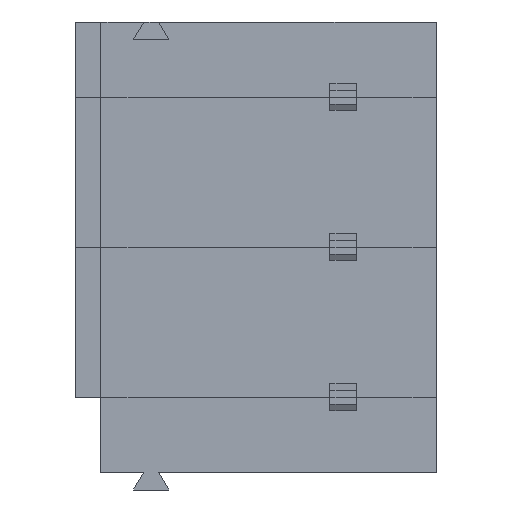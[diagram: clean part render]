
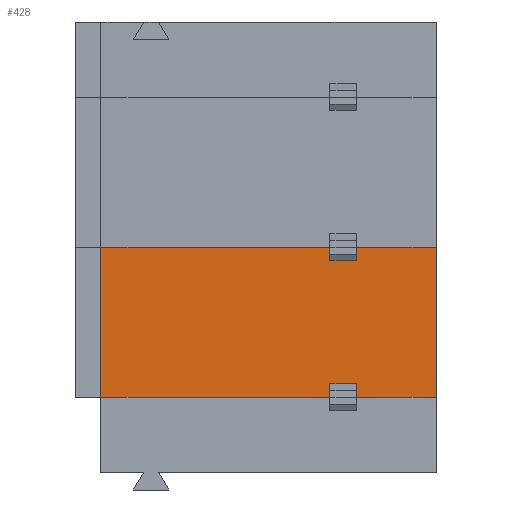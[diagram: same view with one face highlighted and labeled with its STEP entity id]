
A CAD part, front view. The second image highlights one B-rep face of the part: STEP entity #428.
In plain terms, the highlighted planar face has unit normal (0, -1, 0).
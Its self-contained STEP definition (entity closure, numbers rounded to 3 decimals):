
#428 = ADVANCED_FACE( '', ( #846 ), #847, .T. );
#846 = FACE_OUTER_BOUND( '', #1274, .T. );
#847 = PLANE( '', #1275 );
#1274 = EDGE_LOOP( '', ( #2310, #2311, #2312, #2313, #2314, #2315, #2316, #2317, #2318, #2319, #2320, #2321 ) );
#1275 = AXIS2_PLACEMENT_3D( '', #2322, #2323, #2324 );
#2310 = ORIENTED_EDGE( '', *, *, #3185, .T. );
#2311 = ORIENTED_EDGE( '', *, *, #2907, .T. );
#2312 = ORIENTED_EDGE( '', *, *, #3186, .T. );
#2313 = ORIENTED_EDGE( '', *, *, #3187, .T. );
#2314 = ORIENTED_EDGE( '', *, *, #3188, .T. );
#2315 = ORIENTED_EDGE( '', *, *, #2782, .T. );
#2316 = ORIENTED_EDGE( '', *, *, #3189, .T. );
#2317 = ORIENTED_EDGE( '', *, *, #3122, .T. );
#2318 = ORIENTED_EDGE( '', *, *, #3190, .T. );
#2319 = ORIENTED_EDGE( '', *, *, #2812, .T. );
#2320 = ORIENTED_EDGE( '', *, *, #3191, .T. );
#2321 = ORIENTED_EDGE( '', *, *, #3045, .T. );
#2322 = CARTESIAN_POINT( '', ( 5.675, 0., 2.24 ) );
#2323 = DIRECTION( '', ( 0., -1., 0. ) );
#2324 = DIRECTION( '', ( 0., 0., 1. ) );
#2782 = EDGE_CURVE( '', #3349, #3350, #3351, .T. );
#2812 = EDGE_CURVE( '', #3402, #3400, #3403, .T. );
#2907 = EDGE_CURVE( '', #3563, #3560, #3564, .T. );
#3045 = EDGE_CURVE( '', #3787, #3788, #3789, .T. );
#3122 = EDGE_CURVE( '', #3895, #3893, #3896, .T. );
#3185 = EDGE_CURVE( '', #3788, #3563, #3971, .T. );
#3186 = EDGE_CURVE( '', #3560, #3972, #3973, .T. );
#3187 = EDGE_CURVE( '', #3972, #3974, #3975, .T. );
#3188 = EDGE_CURVE( '', #3974, #3349, #3976, .T. );
#3189 = EDGE_CURVE( '', #3350, #3895, #3977, .T. );
#3190 = EDGE_CURVE( '', #3893, #3402, #3978, .T. );
#3191 = EDGE_CURVE( '', #3400, #3787, #3979, .T. );
#3349 = VERTEX_POINT( '', #4180 );
#3350 = VERTEX_POINT( '', #4181 );
#3351 = LINE( '', #4182, #4183 );
#3400 = VERTEX_POINT( '', #4254 );
#3402 = VERTEX_POINT( '', #4257 );
#3403 = LINE( '', #4258, #4259 );
#3560 = VERTEX_POINT( '', #4491 );
#3563 = VERTEX_POINT( '', #4495 );
#3564 = LINE( '', #4496, #4497 );
#3787 = VERTEX_POINT( '', #4815 );
#3788 = VERTEX_POINT( '', #4816 );
#3789 = LINE( '', #4817, #4818 );
#3893 = VERTEX_POINT( '', #4975 );
#3895 = VERTEX_POINT( '', #4978 );
#3896 = LINE( '', #4979, #4980 );
#3971 = LINE( '', #5092, #5093 );
#3972 = VERTEX_POINT( '', #5094 );
#3973 = LINE( '', #5095, #5096 );
#3974 = VERTEX_POINT( '', #5097 );
#3975 = LINE( '', #5098, #5099 );
#3976 = LINE( '', #5100, #5101 );
#3977 = LINE( '', #5102, #5103 );
#3978 = LINE( '', #5104, #5105 );
#3979 = LINE( '', #5106, #5107 );
#4180 = CARTESIAN_POINT( '', ( 7.75, 0., 0. ) );
#4181 = CARTESIAN_POINT( '', ( 7.75, 0., 0.45 ) );
#4182 = CARTESIAN_POINT( '', ( 7.75, 0., 5.08 ) );
#4183 = VECTOR( '', #5275, 1000. );
#4254 = CARTESIAN_POINT( '', ( 11.35, 0., 5.08 ) );
#4257 = CARTESIAN_POINT( '', ( 11.35, 0., 0. ) );
#4258 = CARTESIAN_POINT( '', ( 11.35, 0., -2.54 ) );
#4259 = VECTOR( '', #5299, 1000. );
#4491 = CARTESIAN_POINT( '', ( 7.75, 0., 5.08 ) );
#4495 = CARTESIAN_POINT( '', ( 7.75, 0., 4.63 ) );
#4496 = CARTESIAN_POINT( '', ( 7.75, 0., 5.08 ) );
#4497 = VECTOR( '', #5385, 1000. );
#4815 = CARTESIAN_POINT( '', ( 8.65, 0., 5.08 ) );
#4816 = CARTESIAN_POINT( '', ( 8.65, 0., 4.63 ) );
#4817 = CARTESIAN_POINT( '', ( 8.65, 0., 5.08 ) );
#4818 = VECTOR( '', #5526, 1000. );
#4975 = CARTESIAN_POINT( '', ( 8.65, 0., 0. ) );
#4978 = CARTESIAN_POINT( '', ( 8.65, 0., 0.45 ) );
#4979 = CARTESIAN_POINT( '', ( 8.65, 0., 5.08 ) );
#4980 = VECTOR( '', #5590, 1000. );
#5092 = CARTESIAN_POINT( '', ( -17.3, 0., 4.63 ) );
#5093 = VECTOR( '', #5634, 1000. );
#5094 = CARTESIAN_POINT( '', ( 0., 0., 5.08 ) );
#5095 = CARTESIAN_POINT( '', ( -17.35, 0., 5.08 ) );
#5096 = VECTOR( '', #5635, 1000. );
#5097 = CARTESIAN_POINT( '', ( 0., 0., 0. ) );
#5098 = CARTESIAN_POINT( '', ( 0., 0., 7.62 ) );
#5099 = VECTOR( '', #5636, 1000. );
#5100 = CARTESIAN_POINT( '', ( -17.35, 0., 0. ) );
#5101 = VECTOR( '', #5637, 1000. );
#5102 = CARTESIAN_POINT( '', ( -17.3, 0., 0.45 ) );
#5103 = VECTOR( '', #5638, 1000. );
#5104 = CARTESIAN_POINT( '', ( -17.35, 0., 0. ) );
#5105 = VECTOR( '', #5639, 1000. );
#5106 = CARTESIAN_POINT( '', ( -17.35, 0., 5.08 ) );
#5107 = VECTOR( '', #5640, 1000. );
#5275 = DIRECTION( '', ( 0., 0., 1. ) );
#5299 = DIRECTION( '', ( 0., 0., 1. ) );
#5385 = DIRECTION( '', ( 0., 0., 1. ) );
#5526 = DIRECTION( '', ( 0., 0., -1. ) );
#5590 = DIRECTION( '', ( 0., 0., -1. ) );
#5634 = DIRECTION( '', ( -1., 0., 0. ) );
#5635 = DIRECTION( '', ( -1., 0., 0. ) );
#5636 = DIRECTION( '', ( 0., 0., -1. ) );
#5637 = DIRECTION( '', ( 1., 0., 0. ) );
#5638 = DIRECTION( '', ( 1., 0., 0. ) );
#5639 = DIRECTION( '', ( 1., 0., 0. ) );
#5640 = DIRECTION( '', ( -1., 0., 0. ) );
